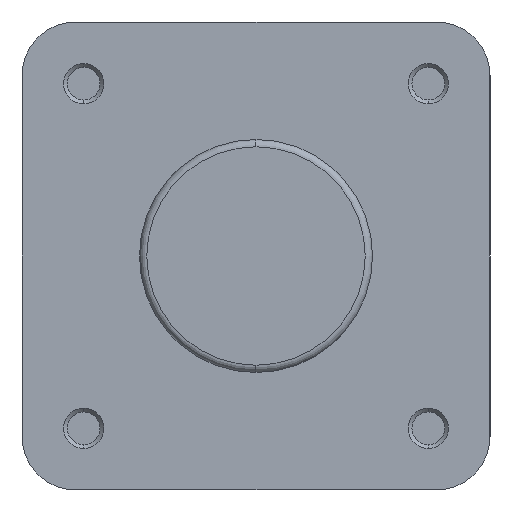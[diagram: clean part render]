
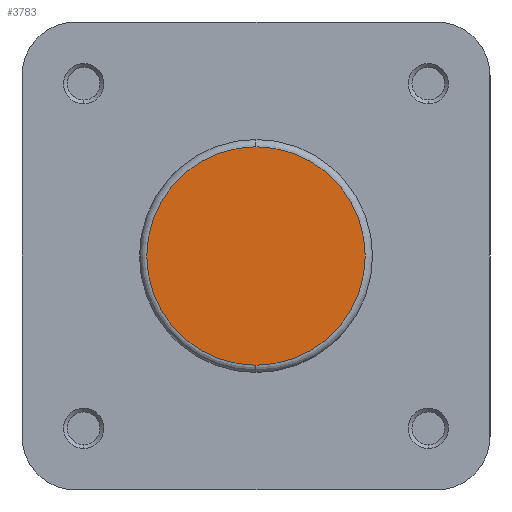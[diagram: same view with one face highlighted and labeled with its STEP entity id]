
A CAD part, left-side view. The second image highlights one B-rep face of the part: STEP entity #3783.
In plain terms, the highlighted planar face has unit normal (-1, 0, 0).
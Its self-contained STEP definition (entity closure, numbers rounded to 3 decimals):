
#12 = CARTESIAN_POINT ( 'NONE',  ( 0., 0., -22.4 ) ) ;
#26 = VERTEX_POINT ( 'NONE', #43 ) ;
#35 = VERTEX_POINT ( 'NONE', #12 ) ;
#43 = CARTESIAN_POINT ( 'NONE',  ( 0., 0., 22.4 ) ) ;
#220 = EDGE_LOOP ( 'NONE', ( #3332, #3391 ) ) ;
#634 = AXIS2_PLACEMENT_3D ( 'NONE', #1837, #1843, #1844 ) ;
#1077 = CIRCLE ( 'NONE', #634, 22.4 ) ;
#1320 = CIRCLE ( 'NONE', #2832, 22.4 ) ;
#1837 = CARTESIAN_POINT ( 'NONE',  ( 0., 0., 0. ) ) ;
#1843 = DIRECTION ( 'NONE',  ( -1., 0., 0. ) ) ;
#1844 = DIRECTION ( 'NONE',  ( 0., 0., -1. ) ) ;
#2259 = CARTESIAN_POINT ( 'NONE',  ( 0., 0., 0. ) ) ;
#2271 = DIRECTION ( 'NONE',  ( -1., 0., 0. ) ) ;
#2272 = DIRECTION ( 'NONE',  ( 0., 0., -1. ) ) ;
#2832 = AXIS2_PLACEMENT_3D ( 'NONE', #2259, #2271, #2272 ) ;
#3332 = ORIENTED_EDGE ( 'NONE', *, *, #4861, .T. ) ;
#3337 = FACE_OUTER_BOUND ( 'NONE', #220, .T. ) ;
#3391 = ORIENTED_EDGE ( 'NONE', *, *, #4591, .T. ) ;
#3783 = ADVANCED_FACE ( 'NONE', ( #3337 ), #4535, .F. ) ;
#3972 = DIRECTION ( 'NONE',  ( 1., 0., 0. ) ) ;
#4398 = DIRECTION ( 'NONE',  ( 0., 0., -1. ) ) ;
#4460 = CARTESIAN_POINT ( 'NONE',  ( 0., 23.9, 0. ) ) ;
#4535 = PLANE ( 'NONE',  #4598 ) ;
#4591 = EDGE_CURVE ( 'NONE', #26, #35, #1077, .T. ) ;
#4598 = AXIS2_PLACEMENT_3D ( 'NONE', #4460, #3972, #4398 ) ;
#4861 = EDGE_CURVE ( 'NONE', #35, #26, #1320, .T. ) ;
